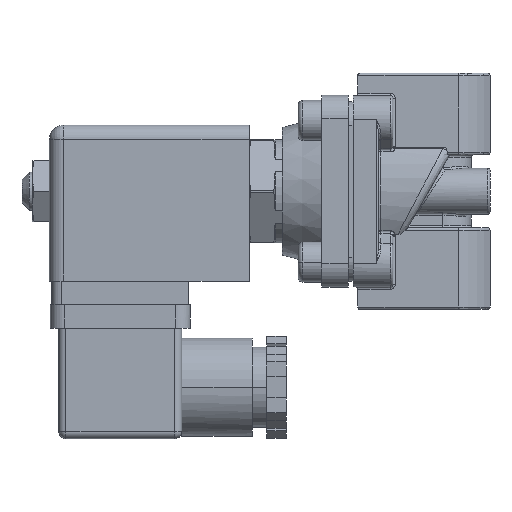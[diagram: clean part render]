
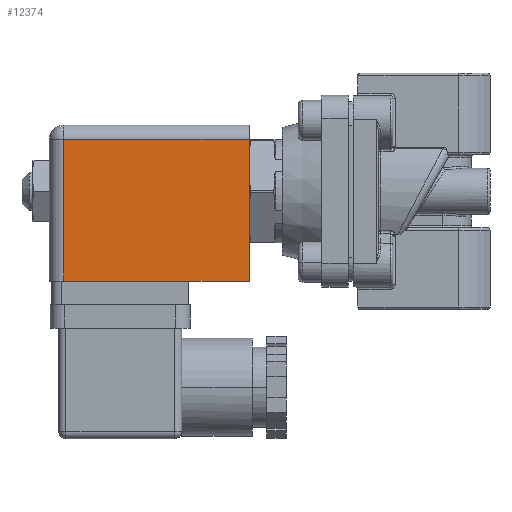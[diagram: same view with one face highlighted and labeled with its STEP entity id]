
A CAD part, left-side view. The second image highlights one B-rep face of the part: STEP entity #12374.
In plain terms, the highlighted planar face has unit normal (-1, 0, 0).
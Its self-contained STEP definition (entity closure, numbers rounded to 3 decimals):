
#74 = FACE_OUTER_BOUND ( 'NONE', #231, .T. ) ;
#231 = EDGE_LOOP ( 'NONE', ( #9222, #2059, #4120, #10710 ) ) ;
#762 = CARTESIAN_POINT ( 'NONE',  ( -14.75, 64.3, -19. ) ) ;
#2059 = ORIENTED_EDGE ( 'NONE', *, *, #8726, .T. ) ;
#2492 = CARTESIAN_POINT ( 'NONE',  ( -14.75, 64.3, 11. ) ) ;
#2493 = CARTESIAN_POINT ( 'NONE',  ( -14.75, 22., -19. ) ) ;
#2607 = AXIS2_PLACEMENT_3D ( 'NONE', #2822, #3904, #10770 ) ;
#2822 = CARTESIAN_POINT ( 'NONE',  ( -14.75, 64.3, -19. ) ) ;
#2900 = PLANE ( 'NONE',  #2607 ) ;
#3387 = EDGE_CURVE ( 'NONE', #6235, #6575, #12779, .T. ) ;
#3904 = DIRECTION ( 'NONE',  ( 1., 0., 0. ) ) ;
#4120 = ORIENTED_EDGE ( 'NONE', *, *, #3387, .T. ) ;
#4208 = EDGE_CURVE ( 'NONE', #5241, #12403, #7051, .T. ) ;
#4463 = DIRECTION ( 'NONE',  ( 0., 0., -1. ) ) ;
#5241 = VERTEX_POINT ( 'NONE', #2493 ) ;
#5303 = CARTESIAN_POINT ( 'NONE',  ( -14.75, 22., -19. ) ) ;
#6235 = VERTEX_POINT ( 'NONE', #9005 ) ;
#6302 = DIRECTION ( 'NONE',  ( 0., 0., 1. ) ) ;
#6575 = VERTEX_POINT ( 'NONE', #11535 ) ;
#6667 = DIRECTION ( 'NONE',  ( 0., -1., 0. ) ) ;
#7002 = EDGE_CURVE ( 'NONE', #6575, #5241, #11433, .T. ) ;
#7051 = LINE ( 'NONE', #5303, #11670 ) ;
#8195 = LINE ( 'NONE', #2492, #10809 ) ;
#8377 = DIRECTION ( 'NONE',  ( 0., 1., 0. ) ) ;
#8726 = EDGE_CURVE ( 'NONE', #12403, #6235, #8195, .T. ) ;
#9005 = CARTESIAN_POINT ( 'NONE',  ( -14.75, 61.3, 11. ) ) ;
#9112 = VECTOR ( 'NONE', #6667, 1000. ) ;
#9222 = ORIENTED_EDGE ( 'NONE', *, *, #4208, .T. ) ;
#10153 = VECTOR ( 'NONE', #4463, 1000. ) ;
#10710 = ORIENTED_EDGE ( 'NONE', *, *, #7002, .T. ) ;
#10770 = DIRECTION ( 'NONE',  ( 0., 0., -1. ) ) ;
#10809 = VECTOR ( 'NONE', #8377, 1000. ) ;
#11433 = LINE ( 'NONE', #762, #9112 ) ;
#11535 = CARTESIAN_POINT ( 'NONE',  ( -14.75, 61.3, -19. ) ) ;
#11670 = VECTOR ( 'NONE', #6302, 1000. ) ;
#11742 = CARTESIAN_POINT ( 'NONE',  ( -14.75, 22., 11. ) ) ;
#12330 = CARTESIAN_POINT ( 'NONE',  ( -14.75, 61.3, -19. ) ) ;
#12374 = ADVANCED_FACE ( 'NONE', ( #74 ), #2900, .F. ) ;
#12403 = VERTEX_POINT ( 'NONE', #11742 ) ;
#12779 = LINE ( 'NONE', #12330, #10153 ) ;
